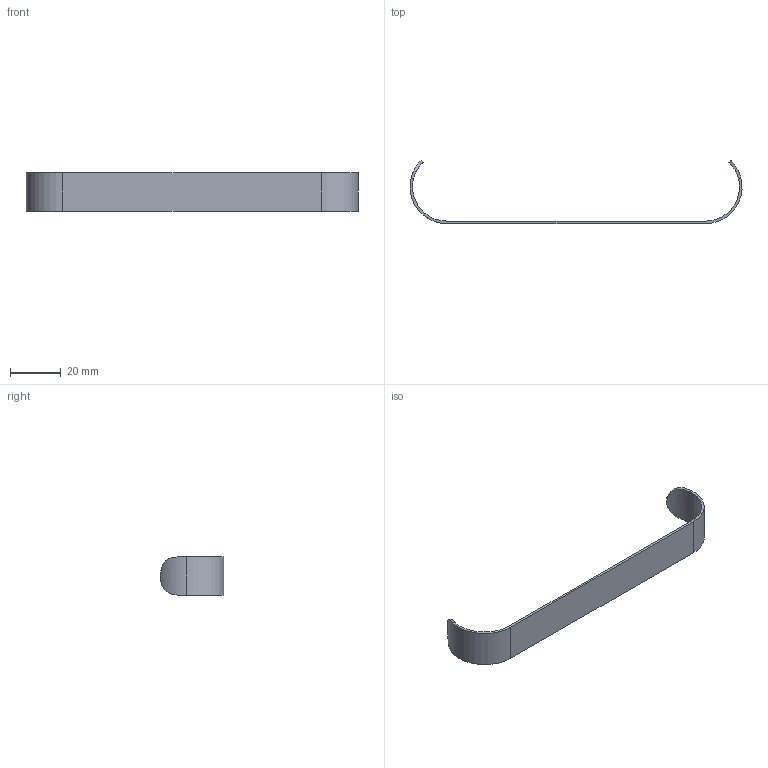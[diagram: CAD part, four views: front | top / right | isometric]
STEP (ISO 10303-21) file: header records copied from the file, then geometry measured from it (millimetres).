
FILE_DESCRIPTION (( 'STEP AP214' ), '1' );
FILE_NAME ('栺闀闉.STEP', '2025-11-11T10:31:27', ( '' ), ( '' ), 'SwSTEP 2.0', 'SolidWorks 2021', '' );
FILE_SCHEMA (( 'AUTOMOTIVE_DESIGN' ));
Length unit declared in the file: millimetre
Products named in the file (1): 栺闀闉
Bounding box: 130.97 x 25 x 15 mm (x, y, z)
Volume: 2480.9 mm3; surface area: 5316.4 mm2
Topology: 1 solids, 1 shells, 13 faces, 33 edges, 22 vertices
Faces by surface type: cylinder 9, plane 4
Entity records: 599 total; most frequent: CARTESIAN_POINT 247, DIRECTION 67, ORIENTED_EDGE 66, EDGE_CURVE 33, AXIS2_PLACEMENT_3D 26, VERTEX_POINT 22, VECTOR 15, LINE 15
